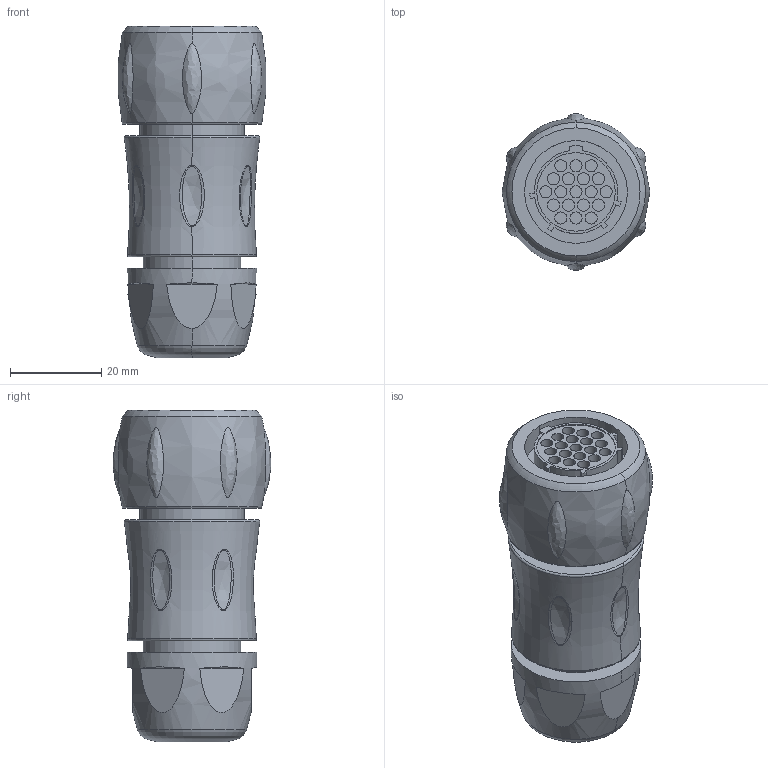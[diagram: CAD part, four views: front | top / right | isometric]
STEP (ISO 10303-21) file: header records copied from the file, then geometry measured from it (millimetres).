
FILE_DESCRIPTION((''),'2;1');
FILE_NAME('UTS6JC1419S-CATALOGUE_SW_ASM','2010-09-09T',('amartin'),(''),'PRO/ENGINEER BY PARAMETRIC TECHNOLOGY CORPORATION, 2007390','PRO/ENGINEER BY PARAMETRIC TECHNOLOGY CORPORATION, 2007390','');
FILE_SCHEMA(('CONFIG_CONTROL_DESIGN'));
Length unit declared in the file: inch
Products named in the file (1): UTS6JC1419S-CATALOGUE_SW_ASM
Bounding box: 32.3 x 34.5 x 72.6 mm (x, y, z)
Volume: 44553.5 mm3; surface area: 9720.4 mm2
Topology: 1 solids, 1 shells, 150 faces, 320 edges, 210 vertices
Faces by surface type: cylinder 58, plane 50, bspline 28, torus 12, sphere 2
Entity records: 7424 total; most frequent: CARTESIAN_POINT 4193, DIRECTION 664, ORIENTED_EDGE 640, EDGE_CURVE 320, AXIS2_PLACEMENT_3D 285, VERTEX_POINT 210, EDGE_LOOP 188, CIRCLE 162
